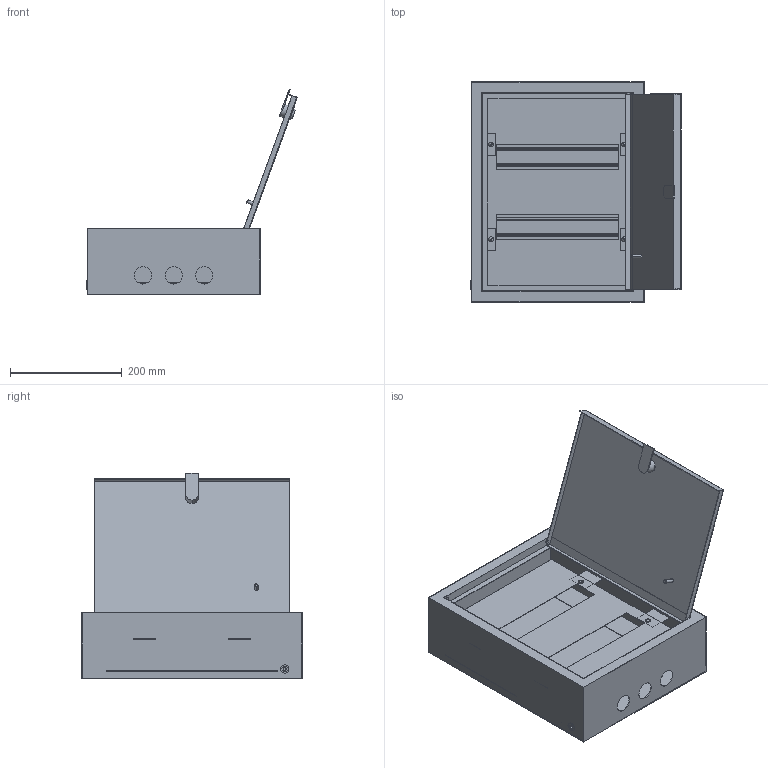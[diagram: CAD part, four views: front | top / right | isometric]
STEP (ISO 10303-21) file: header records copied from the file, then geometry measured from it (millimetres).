
FILE_DESCRIPTION (( 'STEP AP214' ), '1' );
FILE_NAME ('ShRN-24_IP31.STEP', '2016-11-11T13:17:48', ( 'user' ), ( '' ), 'SwSTEP 2.0', 'SolidWorks 2014', '' );
FILE_SCHEMA (( 'AUTOMOTIVE_DESIGN' ));
Length unit declared in the file: millimetre
Products named in the file (7): DIN-Reika_12 ｬｮ､罩･ｩ; Panel_剞ｭ-24; Dver_SHRN_24; ShRN-24_IP31; Obolochka_SHRN_24; Reika_702.002-03; SC GOST 17473_gost_‚¨­â A.M5x10 ƒŽ‘’ 17473-80
Assembly tree (16 placements, depth 2):
  ShRN-24_IP31
    Obolochka_SHRN_24
    Dver_SHRN_24
    DIN-Reika_12 ｬｮ､罩･ｩ  x2
    Panel_剞ｭ-24
    SC GOST 17473_gost_‚¨­â A.M5x10 ƒŽ‘’ 17473-80  x10
    Reika_702.002-03
Bounding box: 377.82 x 395 x 369.45 mm (x, y, z)
Volume: 577449.5 mm3; surface area: 1180955.2 mm2
Topology: 17 solids, 17 shells, 412 faces, 979 edges, 628 vertices
Faces by surface type: plane 250, cylinder 138, sphere 20, cone 4
Entity records: 9212 total; most frequent: DIRECTION 1577, CARTESIAN_POINT 1509, ORIENTED_EDGE 1458, EDGE_CURVE 729, AXIS2_PLACEMENT_3D 540, VECTOR 497, LINE 497, VERTEX_POINT 472
